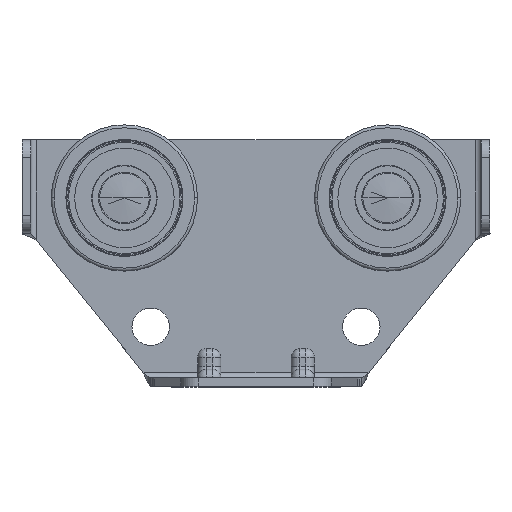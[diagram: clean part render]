
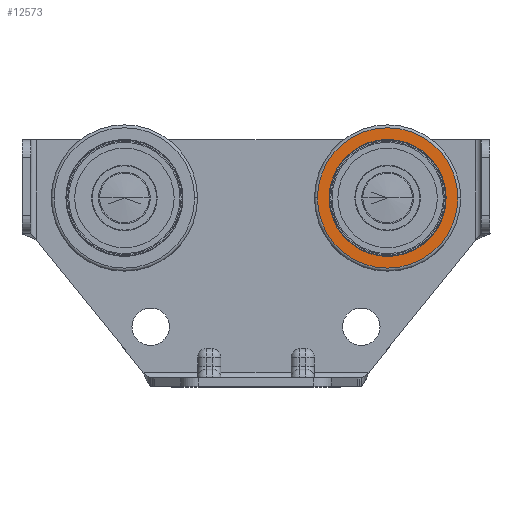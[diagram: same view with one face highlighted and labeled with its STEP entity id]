
A CAD part, top view. The second image highlights one B-rep face of the part: STEP entity #12573.
In plain terms, the highlighted planar face has unit normal (0, 0, 1).
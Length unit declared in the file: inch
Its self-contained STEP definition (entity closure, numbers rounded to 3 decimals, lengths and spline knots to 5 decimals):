
#555 = ORIENTED_EDGE ( 'NONE', *, *, #1908, .F. ) ;
#587 = DIRECTION ( 'NONE',  ( 0., 0., -1. ) ) ;
#678 = DIRECTION ( 'NONE',  ( -1., 0., 0. ) ) ;
#987 = AXIS2_PLACEMENT_3D ( 'NONE', #4464, #2996, #13412 ) ;
#1145 = AXIS2_PLACEMENT_3D ( 'NONE', #2110, #5246, #12616 ) ;
#1908 = EDGE_CURVE ( 'NONE', #4707, #4860, #10018, .T. ) ;
#2110 = CARTESIAN_POINT ( 'NONE',  ( 0.88583, 0.09843, 0.47244 ) ) ;
#2405 = CIRCLE ( 'NONE', #17792, 0.3937 ) ;
#2996 = DIRECTION ( 'NONE',  ( 0., 0., 1. ) ) ;
#3395 = DIRECTION ( 'NONE',  ( 1., 0., 0. ) ) ;
#3894 = EDGE_CURVE ( 'NONE', #14842, #18089, #8826, .T. ) ;
#3949 = AXIS2_PLACEMENT_3D ( 'NONE', #16990, #587, #678 ) ;
#4464 = CARTESIAN_POINT ( 'NONE',  ( 0.88583, -0.3937, 0.47244 ) ) ;
#4707 = VERTEX_POINT ( 'NONE', #8501 ) ;
#4860 = VERTEX_POINT ( 'NONE', #15295 ) ;
#4971 = CARTESIAN_POINT ( 'NONE',  ( 1.27953, -0.3937, 0.47244 ) ) ;
#4999 = CARTESIAN_POINT ( 'NONE',  ( 0.88583, -0.3937, 0.47244 ) ) ;
#5208 = CIRCLE ( 'NONE', #3949, 0.47244 ) ;
#5246 = DIRECTION ( 'NONE',  ( 0., 0., -1. ) ) ;
#5615 = CARTESIAN_POINT ( 'NONE',  ( 0.49213, -0.3937, 0.47244 ) ) ;
#7984 = PLANE ( 'NONE',  #1145 ) ;
#8501 = CARTESIAN_POINT ( 'NONE',  ( 0.41339, -0.3937, 0.47244 ) ) ;
#8826 = CIRCLE ( 'NONE', #987, 0.3937 ) ;
#9374 = FACE_OUTER_BOUND ( 'NONE', #18812, .T. ) ;
#9564 = CARTESIAN_POINT ( 'NONE',  ( 0.88583, -0.3937, 0.47244 ) ) ;
#9754 = FACE_BOUND ( 'NONE', #11814, .T. ) ;
#10018 = CIRCLE ( 'NONE', #14121, 0.47244 ) ;
#10463 = ORIENTED_EDGE ( 'NONE', *, *, #14115, .F. ) ;
#11139 = DIRECTION ( 'NONE',  ( 0., 0., 1. ) ) ;
#11814 = EDGE_LOOP ( 'NONE', ( #19298, #19153 ) ) ;
#12534 = EDGE_CURVE ( 'NONE', #18089, #14842, #2405, .T. ) ;
#12573 = ADVANCED_FACE ( 'NONE', ( #9374, #9754 ), #7984, .F. ) ;
#12616 = DIRECTION ( 'NONE',  ( -1., 0., 0. ) ) ;
#13412 = DIRECTION ( 'NONE',  ( 1., 0., 0. ) ) ;
#14115 = EDGE_CURVE ( 'NONE', #4860, #4707, #5208, .T. ) ;
#14121 = AXIS2_PLACEMENT_3D ( 'NONE', #4999, #17277, #15701 ) ;
#14842 = VERTEX_POINT ( 'NONE', #5615 ) ;
#15295 = CARTESIAN_POINT ( 'NONE',  ( 1.35827, -0.3937, 0.47244 ) ) ;
#15701 = DIRECTION ( 'NONE',  ( -1., 0., 0. ) ) ;
#16990 = CARTESIAN_POINT ( 'NONE',  ( 0.88583, -0.3937, 0.47244 ) ) ;
#17277 = DIRECTION ( 'NONE',  ( 0., 0., -1. ) ) ;
#17792 = AXIS2_PLACEMENT_3D ( 'NONE', #9564, #11139, #3395 ) ;
#18089 = VERTEX_POINT ( 'NONE', #4971 ) ;
#18812 = EDGE_LOOP ( 'NONE', ( #555, #10463 ) ) ;
#19153 = ORIENTED_EDGE ( 'NONE', *, *, #3894, .F. ) ;
#19298 = ORIENTED_EDGE ( 'NONE', *, *, #12534, .F. ) ;
